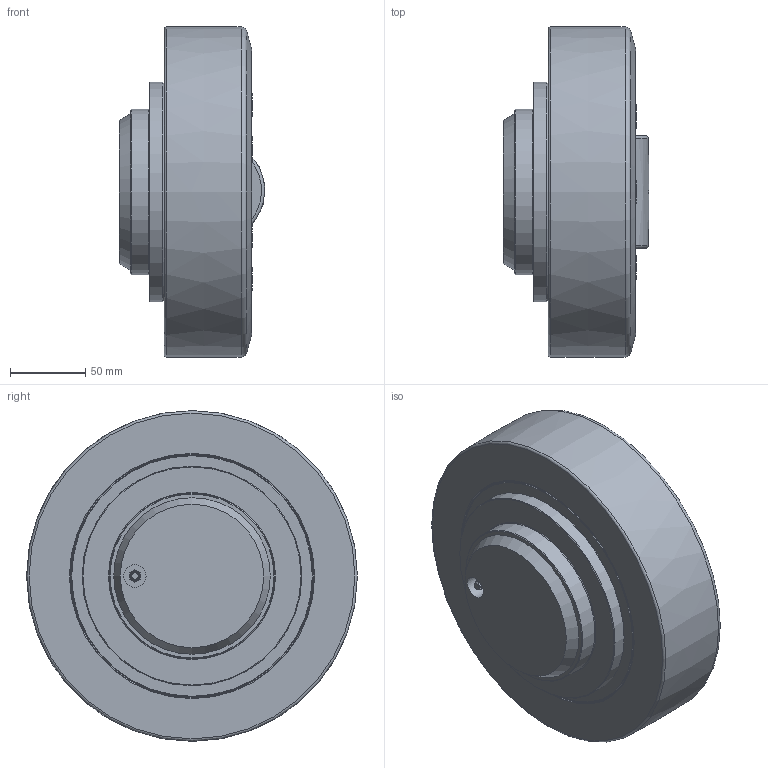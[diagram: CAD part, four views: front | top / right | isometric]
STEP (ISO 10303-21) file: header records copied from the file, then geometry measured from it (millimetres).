
FILE_DESCRIPTION(/* description */ ('-'),/* implementation_level */ '2;1');
FILE_NAME(/* name */ 'ALFATEC_MR220-0610.stp',/* time_stamp */ '2021-02-10T08:27:14+01:00',/* author */ ('kstaebler'),/* organization */ (''),/* preprocessor_version */ 'ST-DEVELOPER v18.1',/* originating_system */ 'Autodesk Inventor 2020',/* authorisation */ '');
FILE_SCHEMA (('AUTOMOTIVE_DESIGN { 1 0 10303 214 3 1 1 }'));
Length unit declared in the file: millimetre
Products named in the file (1): MR 220.0610_Kontur
Bounding box: 96.86 x 219.98 x 220 mm (x, y, z)
Volume: 2388043.5 mm3; surface area: 206821.7 mm2
Topology: 1 solids, 1 shells, 271 faces, 742 edges, 478 vertices
Faces by surface type: plane 120, cylinder 80, cone 37, torus 23, bspline 6, sphere 5
Full cylindrical faces by diameter (mm): 8 x6, 8.5 x6, 15 x1, 15.6 x6, 110 x1, 130 x1, 146 x1, 148 x2, 161 x2, 162 x2
Entity records: 9176 total; most frequent: CARTESIAN_POINT 1801, DIRECTION 1547, ORIENTED_EDGE 1464, EDGE_CURVE 732, AXIS2_PLACEMENT_3D 599, VERTEX_POINT 478, LINE 349, VECTOR 349
